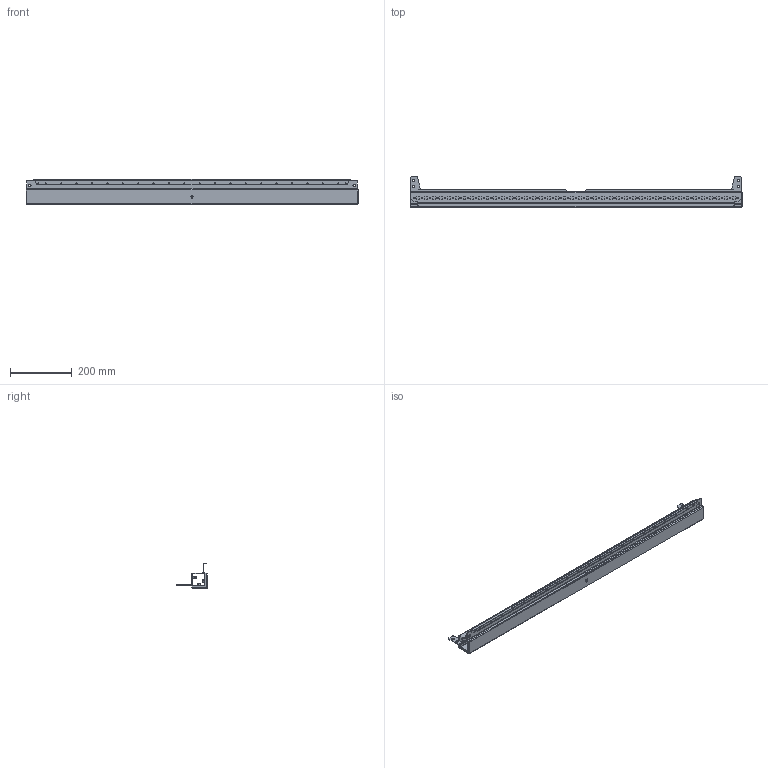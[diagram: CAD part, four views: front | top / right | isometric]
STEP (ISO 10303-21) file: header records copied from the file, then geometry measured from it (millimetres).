
FILE_DESCRIPTION (( 'STEP AP214' ), '1' );
FILE_NAME ('620.120.STEP', '2024-10-30T11:41:29', ( '' ), ( '' ), 'SwSTEP 2.0', 'SolidWorks 2021', '' );
FILE_SCHEMA (( 'AUTOMOTIVE_DESIGN' ));
Length unit declared in the file: millimetre
Products named in the file (4): 620.122; 620.121; Çàêëåïêà ðåçüáîâàÿ Ì6 øåñòèãðàííàÿ ñ óìåíüøåííûì áîðòîì; 620.120
Assembly tree (6 placements, depth 2):
  620.120
    620.121
    620.122
    Çàêëåïêà ðåçüáîâàÿ Ì6 øåñòèãðàííàÿ ñ óìåíüøåííûì áîðòîì  x4
Bounding box: 1079 x 100.6 x 82.1 mm (x, y, z)
Volume: 398797.2 mm3; surface area: 546581.2 mm2
Topology: 6 solids, 6 shells, 866 faces, 2400 edges, 1550 vertices
Faces by surface type: plane 538, cylinder 292, cone 24, bspline 12
Entity records: 27112 total; most frequent: CARTESIAN_POINT 5334, ORIENTED_EDGE 4452, DIRECTION 4306, EDGE_CURVE 2226, VECTOR 1654, LINE 1654, VERTEX_POINT 1442, AXIS2_PLACEMENT_3D 1326
